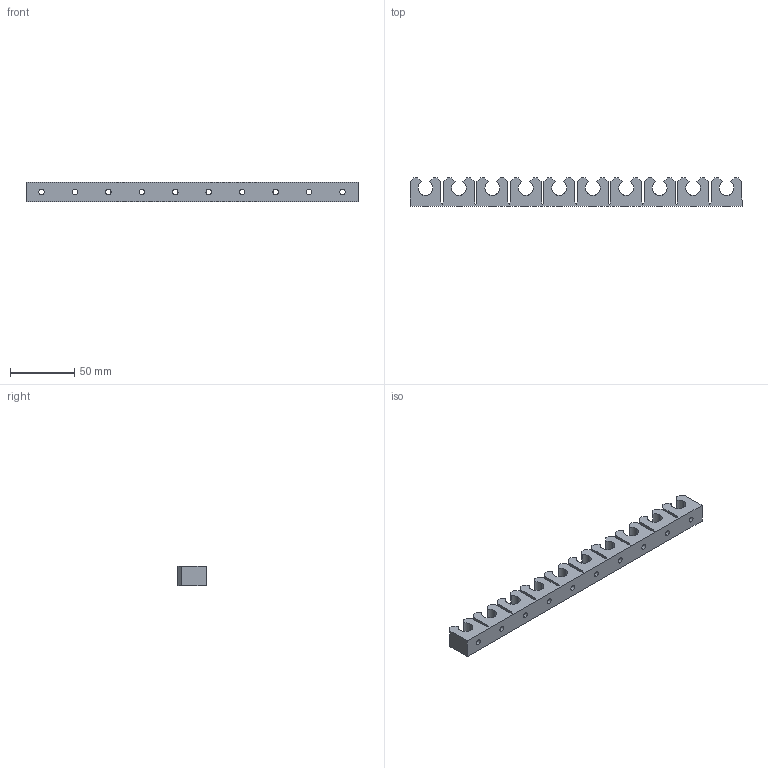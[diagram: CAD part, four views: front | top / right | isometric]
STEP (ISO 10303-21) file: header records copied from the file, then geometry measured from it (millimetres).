
FILE_DESCRIPTION (( 'STEP AP214' ), '1' );
FILE_NAME ('52289 Rohrklemme PE d12.step', '2008-04-22T22:21:11', ( '' ), ( '' ), 'SwSTEP 2.0', 'SolidWorks 2008', '' );
FILE_SCHEMA (( 'AUTOMOTIVE_DESIGN' ));
Length unit declared in the file: millimetre
Products named in the file (1): 52289 Rohrklemme PE d12
Bounding box: 258 x 22 x 15 mm (x, y, z)
Volume: 56887.8 mm3; surface area: 26227.4 mm2
Topology: 1 solids, 1 shells, 191 faces, 527 edges, 338 vertices
Faces by surface type: plane 101, cylinder 70, cone 20
Entity records: 6704 total; most frequent: CARTESIAN_POINT 1717, ORIENTED_EDGE 1054, DIRECTION 1011, EDGE_CURVE 527, LINE 387, VECTOR 387, VERTEX_POINT 338, AXIS2_PLACEMENT_3D 312
